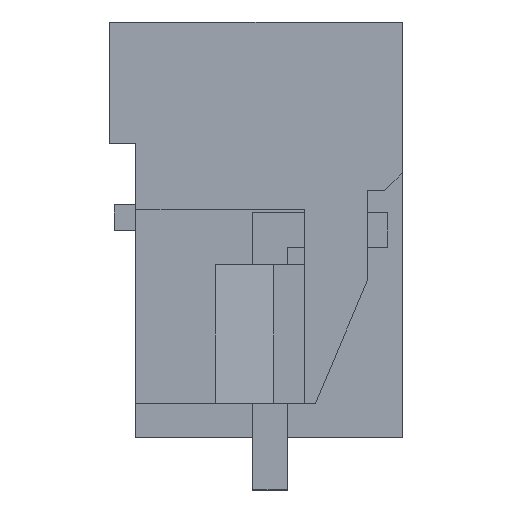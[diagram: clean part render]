
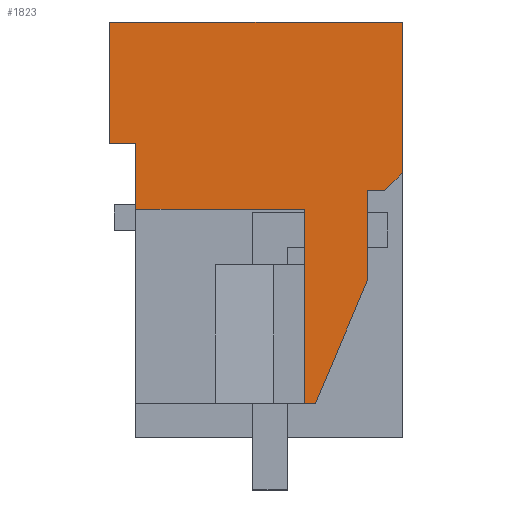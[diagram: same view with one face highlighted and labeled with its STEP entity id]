
A CAD part, left-side view. The second image highlights one B-rep face of the part: STEP entity #1823.
In plain terms, the highlighted planar face has unit normal (-1, 0, 0).
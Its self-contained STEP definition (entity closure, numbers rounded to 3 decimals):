
#1748=AXIS2_PLACEMENT_3D('Plane Axis2P3D',#1745,#1746,#1747) ;
#689=CARTESIAN_POINT('Vertex',(0.,0.,13.5)) ;
#692=CARTESIAN_POINT('Line Origine',(0.,0.,11.323)) ;
#696=CARTESIAN_POINT('Vertex',(0.,0.,9.146)) ;
#1091=CARTESIAN_POINT('Vertex',(0.,7.68,8.1)) ;
#1094=CARTESIAN_POINT('Line Origine',(0.,7.68,9.05)) ;
#1098=CARTESIAN_POINT('Vertex',(0.,7.68,10.)) ;
#1726=CARTESIAN_POINT('Line Origine',(0.,0.25,8.896)) ;
#1730=CARTESIAN_POINT('Vertex',(0.,0.5,8.646)) ;
#1745=CARTESIAN_POINT('Axis2P3D Location',(0.,-1.5,1.5)) ;
#1750=CARTESIAN_POINT('Line Origine',(0.,4.215,13.5)) ;
#1754=CARTESIAN_POINT('Vertex',(0.,8.43,13.5)) ;
#1757=CARTESIAN_POINT('Line Origine',(0.,8.43,11.75)) ;
#1761=CARTESIAN_POINT('Vertex',(0.,8.43,10.)) ;
#1764=CARTESIAN_POINT('Line Origine',(0.,8.055,10.)) ;
#1769=CARTESIAN_POINT('Line Origine',(0.,5.245,8.1)) ;
#1773=CARTESIAN_POINT('Vertex',(0.,2.81,8.1)) ;
#1776=CARTESIAN_POINT('Line Origine',(0.,2.81,5.3)) ;
#1780=CARTESIAN_POINT('Vertex',(0.,2.81,2.5)) ;
#1783=CARTESIAN_POINT('Line Origine',(0.,2.655,2.5)) ;
#1787=CARTESIAN_POINT('Vertex',(0.,2.501,2.5)) ;
#1790=CARTESIAN_POINT('Line Origine',(0.,1.752,4.268)) ;
#1794=CARTESIAN_POINT('Vertex',(0.,1.003,6.035)) ;
#1797=CARTESIAN_POINT('Line Origine',(0.,1.003,7.341)) ;
#1801=CARTESIAN_POINT('Vertex',(0.,1.003,8.646)) ;
#1804=CARTESIAN_POINT('Line Origine',(0.,0.751,8.646)) ;
#693=DIRECTION('Vector Direction',(0.,0.,1.)) ;
#1095=DIRECTION('Vector Direction',(0.,0.,-1.)) ;
#1727=DIRECTION('Vector Direction',(0.,-0.707,0.707)) ;
#1746=DIRECTION('Axis2P3D Direction',(-1.,0.,0.)) ;
#1747=DIRECTION('Axis2P3D XDirection',(0.,0.,1.)) ;
#1751=DIRECTION('Vector Direction',(0.,1.,0.)) ;
#1758=DIRECTION('Vector Direction',(0.,0.,-1.)) ;
#1765=DIRECTION('Vector Direction',(0.,-1.,0.)) ;
#1770=DIRECTION('Vector Direction',(0.,-1.,0.)) ;
#1777=DIRECTION('Vector Direction',(0.,0.,-1.)) ;
#1784=DIRECTION('Vector Direction',(0.,1.,0.)) ;
#1791=DIRECTION('Vector Direction',(0.,0.39,-0.921)) ;
#1798=DIRECTION('Vector Direction',(0.,0.,-1.)) ;
#1805=DIRECTION('Vector Direction',(0.,-1.,0.)) ;
#694=VECTOR('Line Direction',#693,1.) ;
#1096=VECTOR('Line Direction',#1095,1.) ;
#1728=VECTOR('Line Direction',#1727,1.) ;
#1752=VECTOR('Line Direction',#1751,1.) ;
#1759=VECTOR('Line Direction',#1758,1.) ;
#1766=VECTOR('Line Direction',#1765,1.) ;
#1771=VECTOR('Line Direction',#1770,1.) ;
#1778=VECTOR('Line Direction',#1777,1.) ;
#1785=VECTOR('Line Direction',#1784,1.) ;
#1792=VECTOR('Line Direction',#1791,1.) ;
#1799=VECTOR('Line Direction',#1798,1.) ;
#1806=VECTOR('Line Direction',#1805,1.) ;
#1810=ORIENTED_EDGE('',*,*,#698,.T.) ;
#1811=ORIENTED_EDGE('',*,*,#1756,.T.) ;
#1812=ORIENTED_EDGE('',*,*,#1763,.T.) ;
#1813=ORIENTED_EDGE('',*,*,#1768,.T.) ;
#1814=ORIENTED_EDGE('',*,*,#1100,.T.) ;
#1815=ORIENTED_EDGE('',*,*,#1775,.T.) ;
#1816=ORIENTED_EDGE('',*,*,#1782,.T.) ;
#1817=ORIENTED_EDGE('',*,*,#1789,.F.) ;
#1818=ORIENTED_EDGE('',*,*,#1796,.F.) ;
#1819=ORIENTED_EDGE('',*,*,#1803,.F.) ;
#1820=ORIENTED_EDGE('',*,*,#1808,.F.) ;
#1821=ORIENTED_EDGE('',*,*,#1732,.F.) ;
#1823=ADVANCED_FACE('HOUSING',(#1822),#1749,.T.) ;
#698=EDGE_CURVE('',#697,#690,#695,.T.) ;
#1100=EDGE_CURVE('',#1099,#1092,#1097,.T.) ;
#1732=EDGE_CURVE('',#697,#1731,#1729,.F.) ;
#1756=EDGE_CURVE('',#690,#1755,#1753,.T.) ;
#1763=EDGE_CURVE('',#1755,#1762,#1760,.T.) ;
#1768=EDGE_CURVE('',#1762,#1099,#1767,.T.) ;
#1775=EDGE_CURVE('',#1092,#1774,#1772,.T.) ;
#1782=EDGE_CURVE('',#1774,#1781,#1779,.T.) ;
#1789=EDGE_CURVE('',#1788,#1781,#1786,.T.) ;
#1796=EDGE_CURVE('',#1795,#1788,#1793,.T.) ;
#1803=EDGE_CURVE('',#1802,#1795,#1800,.T.) ;
#1808=EDGE_CURVE('',#1731,#1802,#1807,.F.) ;
#1809=EDGE_LOOP('',(#1810,#1811,#1812,#1813,#1814,#1815,#1816,#1817,#1818,#1819,#1820,#1821)) ;
#1822=FACE_OUTER_BOUND('',#1809,.T.) ;
#695=LINE('Line',#692,#694) ;
#1097=LINE('Line',#1094,#1096) ;
#1729=LINE('Line',#1726,#1728) ;
#1753=LINE('Line',#1750,#1752) ;
#1760=LINE('Line',#1757,#1759) ;
#1767=LINE('Line',#1764,#1766) ;
#1772=LINE('Line',#1769,#1771) ;
#1779=LINE('Line',#1776,#1778) ;
#1786=LINE('Line',#1783,#1785) ;
#1793=LINE('Line',#1790,#1792) ;
#1800=LINE('Line',#1797,#1799) ;
#1807=LINE('Line',#1804,#1806) ;
#1749=PLANE('',#1748) ;
#690=VERTEX_POINT('',#689) ;
#697=VERTEX_POINT('',#696) ;
#1092=VERTEX_POINT('',#1091) ;
#1099=VERTEX_POINT('',#1098) ;
#1731=VERTEX_POINT('',#1730) ;
#1755=VERTEX_POINT('',#1754) ;
#1762=VERTEX_POINT('',#1761) ;
#1774=VERTEX_POINT('',#1773) ;
#1781=VERTEX_POINT('',#1780) ;
#1788=VERTEX_POINT('',#1787) ;
#1795=VERTEX_POINT('',#1794) ;
#1802=VERTEX_POINT('',#1801) ;
